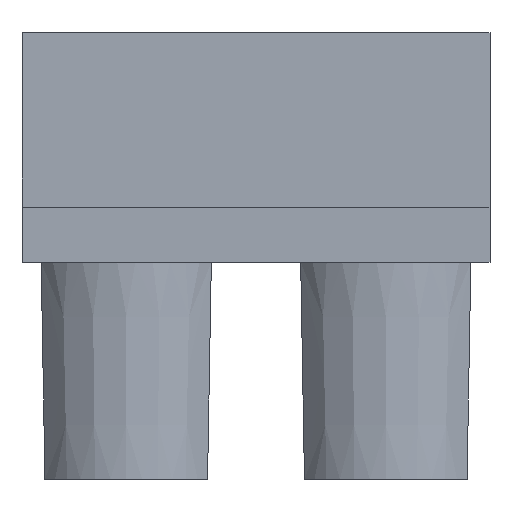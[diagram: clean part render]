
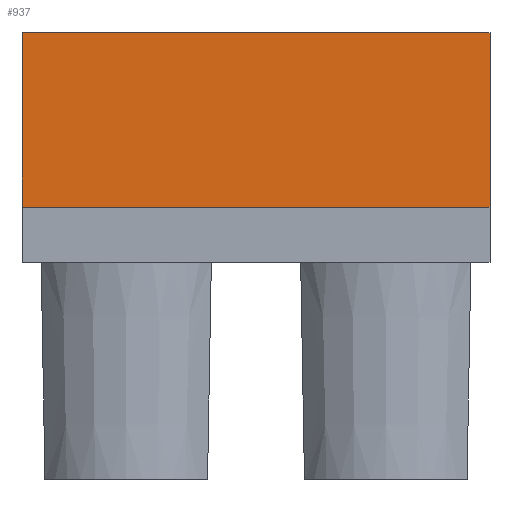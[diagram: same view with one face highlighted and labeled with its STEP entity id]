
A CAD part, front view. The second image highlights one B-rep face of the part: STEP entity #937.
In plain terms, the highlighted planar face has unit normal (0, -1, 0).
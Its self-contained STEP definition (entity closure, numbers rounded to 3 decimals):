
#910=AXIS2_PLACEMENT_3D('Plane Axis2P3D',#907,#908,#909) ;
#866=CARTESIAN_POINT('Line Origine',(5.5,0.,10.5)) ;
#870=CARTESIAN_POINT('Vertex',(11.,0.,10.5)) ;
#872=CARTESIAN_POINT('Vertex',(0.,0.,10.5)) ;
#907=CARTESIAN_POINT('Axis2P3D Location',(5.5,0.,10.5)) ;
#912=CARTESIAN_POINT('Line Origine',(5.5,0.,6.4)) ;
#916=CARTESIAN_POINT('Vertex',(11.,0.,6.4)) ;
#918=CARTESIAN_POINT('Vertex',(0.,0.,6.4)) ;
#921=CARTESIAN_POINT('Line Origine',(11.,0.,8.45)) ;
#926=CARTESIAN_POINT('Line Origine',(0.,0.,8.45)) ;
#867=DIRECTION('Vector Direction',(-1.,0.,0.)) ;
#908=DIRECTION('Axis2P3D Direction',(0.,1.,0.)) ;
#909=DIRECTION('Axis2P3D XDirection',(0.,0.,-1.)) ;
#913=DIRECTION('Vector Direction',(-1.,0.,0.)) ;
#922=DIRECTION('Vector Direction',(0.,0.,-1.)) ;
#927=DIRECTION('Vector Direction',(0.,0.,-1.)) ;
#868=VECTOR('Line Direction',#867,1.) ;
#914=VECTOR('Line Direction',#913,1.) ;
#923=VECTOR('Line Direction',#922,1.) ;
#928=VECTOR('Line Direction',#927,1.) ;
#932=ORIENTED_EDGE('',*,*,#920,.F.) ;
#933=ORIENTED_EDGE('',*,*,#925,.T.) ;
#934=ORIENTED_EDGE('',*,*,#874,.T.) ;
#935=ORIENTED_EDGE('',*,*,#930,.F.) ;
#937=ADVANCED_FACE('11452_ISGR_QVS_2_4.1',(#936),#911,.F.) ;
#874=EDGE_CURVE('',#871,#873,#869,.T.) ;
#920=EDGE_CURVE('',#917,#919,#915,.T.) ;
#925=EDGE_CURVE('',#917,#871,#924,.F.) ;
#930=EDGE_CURVE('',#919,#873,#929,.F.) ;
#931=EDGE_LOOP('',(#932,#933,#934,#935)) ;
#936=FACE_OUTER_BOUND('',#931,.T.) ;
#869=LINE('Line',#866,#868) ;
#915=LINE('Line',#912,#914) ;
#924=LINE('Line',#921,#923) ;
#929=LINE('Line',#926,#928) ;
#911=PLANE('',#910) ;
#871=VERTEX_POINT('',#870) ;
#873=VERTEX_POINT('',#872) ;
#917=VERTEX_POINT('',#916) ;
#919=VERTEX_POINT('',#918) ;
